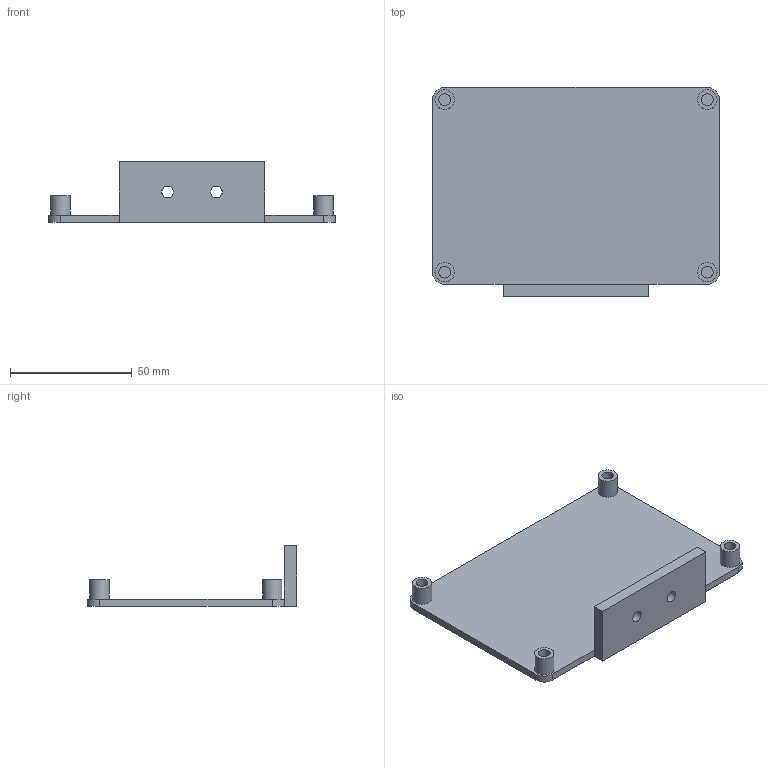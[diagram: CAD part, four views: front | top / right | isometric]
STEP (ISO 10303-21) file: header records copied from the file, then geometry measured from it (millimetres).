
FILE_DESCRIPTION(/* description */ (''),/* implementation_level */ '2;1');
FILE_NAME(/* name */ 'Delta Mount v6.step',/* time_stamp */ '2025-10-19T11:06:36-04:00',/* author */ (''),/* organization */ (''),/* preprocessor_version */ 'ST-DEVELOPER v20.1',/* originating_system */ 'Autodesk Translation Framework v14.17.0.0',/* authorisation */ '');
FILE_SCHEMA (('AUTOMOTIVE_DESIGN { 1 0 10303 214 3 1 1 }'));
Length unit declared in the file: millimetre
Products named in the file (1): Delta Mount
Bounding box: 118 x 86 x 25 mm (x, y, z)
Volume: 36958.1 mm3; surface area: 25096.6 mm2
Topology: 1 solids, 1 shells, 34 faces, 70 edges, 46 vertices
Faces by surface type: plane 20, cylinder 14
Full cylindrical faces by diameter (mm): 4.8 x6, 8 x4
Entity records: 947 total; most frequent: DIRECTION 168, CARTESIAN_POINT 151, ORIENTED_EDGE 140, EDGE_CURVE 70, AXIS2_PLACEMENT_3D 63, EDGE_LOOP 46, VERTEX_POINT 46, LINE 42
